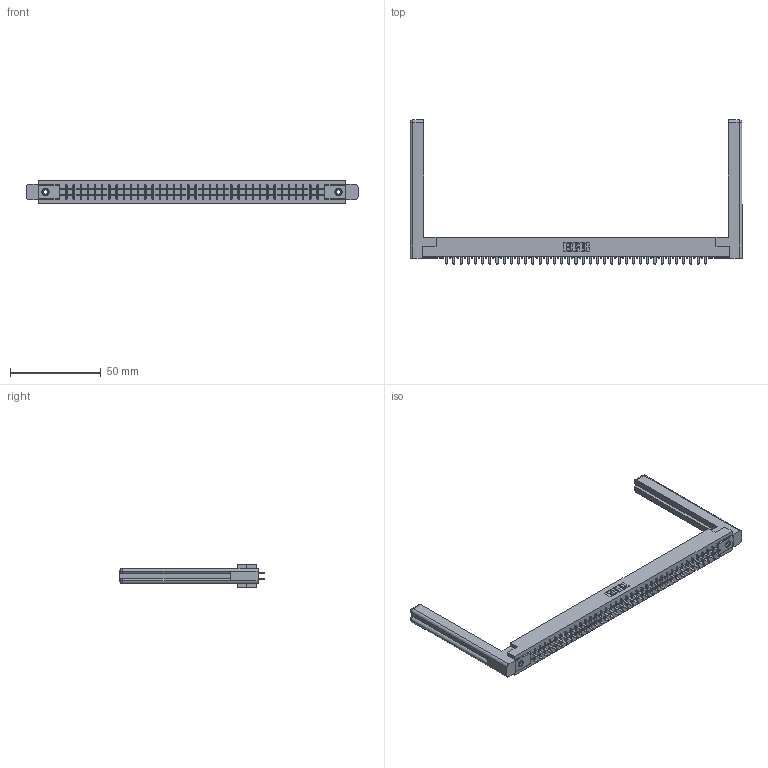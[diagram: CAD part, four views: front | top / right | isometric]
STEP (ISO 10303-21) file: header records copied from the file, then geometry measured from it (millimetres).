
FILE_DESCRIPTION (( 'STEP AP203' ), '1' );
FILE_NAME ('355-074-521-258.STEP', '2019-09-13T12:42:26', ( '' ), ( '' ), 'SwSTEP 2.0', 'SolidWorks 2016', '' );
FILE_SCHEMA (( 'CONFIG_CONTROL_DESIGN' ));
Length unit declared in the file: inch
Products named in the file (5): 345-250-001_345-250-001-102; 305-290-001_521; 305 Part_.156 Dia; 307-220-058; 355-074-521-258
Assembly tree (79 placements, depth 2):
  355-074-521-258
    305 Part_.156 Dia
    305-290-001_521  x74
    345-250-001_345-250-001-102  x2
    307-220-058  x2
Bounding box: 183.24 x 79.5 x 12.7 mm (x, y, z)
Volume: 26168.4 mm3; surface area: 28590.6 mm2
Topology: 79 solids, 79 shells, 3662 faces, 10401 edges, 6722 vertices
Faces by surface type: plane 2150, cylinder 1340, sphere 148, cone 12, torus 12
Entity records: 43183 total; most frequent: CARTESIAN_POINT 7160, ORIENTED_EDGE 7048, DIRECTION 6892, EDGE_CURVE 3524, VECTOR 2836, LINE 2836, VERTEX_POINT 2242, AXIS2_PLACEMENT_3D 2028
